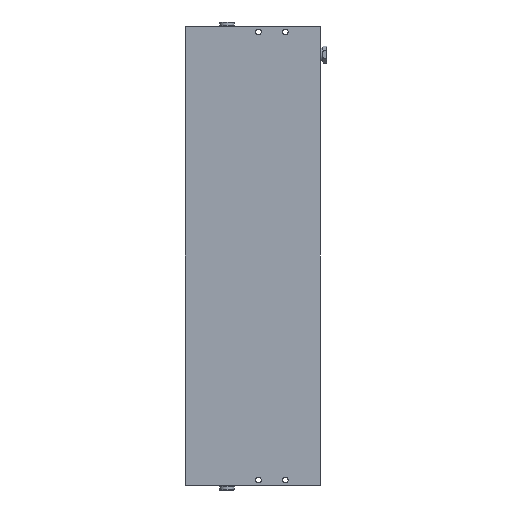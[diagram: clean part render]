
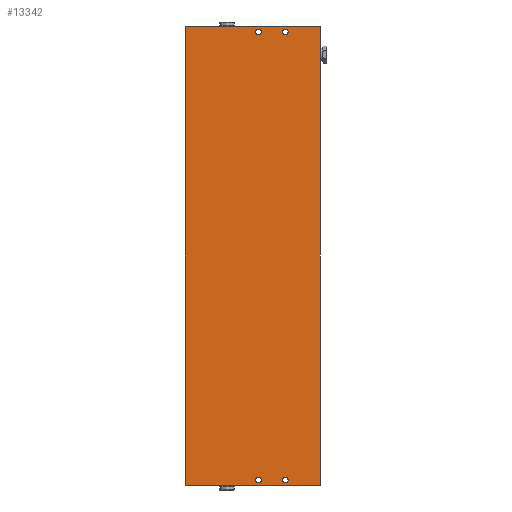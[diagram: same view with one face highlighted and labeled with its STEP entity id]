
A CAD part, front view. The second image highlights one B-rep face of the part: STEP entity #13342.
In plain terms, the highlighted planar face has unit normal (0, -1, 0).
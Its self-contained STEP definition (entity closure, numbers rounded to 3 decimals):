
#876=LINE('',#21548,#1526);
#941=LINE('',#21883,#1591);
#942=LINE('',#21893,#1592);
#943=LINE('',#21895,#1593);
#1526=VECTOR('',#16963,1000.);
#1591=VECTOR('',#17238,1000.);
#1592=VECTOR('',#17249,1000.);
#1593=VECTOR('',#17250,1000.);
#2626=ORIENTED_EDGE('',*,*,#5883,.T.);
#2627=ORIENTED_EDGE('',*,*,#5884,.T.);
#2628=ORIENTED_EDGE('',*,*,#5885,.T.);
#2629=ORIENTED_EDGE('',*,*,#5886,.T.);
#2630=ORIENTED_EDGE('',*,*,#5887,.T.);
#2631=ORIENTED_EDGE('',*,*,#5888,.F.);
#2632=ORIENTED_EDGE('',*,*,#5716,.F.);
#2633=ORIENTED_EDGE('',*,*,#5882,.T.);
#5716=EDGE_CURVE('',#7345,#7346,#876,.T.);
#5882=EDGE_CURVE('',#7345,#7510,#941,.T.);
#5883=EDGE_CURVE('',#7511,#7511,#8685,.T.);
#5884=EDGE_CURVE('',#7512,#7512,#8686,.T.);
#5885=EDGE_CURVE('',#7513,#7513,#8687,.T.);
#5886=EDGE_CURVE('',#7514,#7514,#8688,.T.);
#5887=EDGE_CURVE('',#7510,#7515,#942,.T.);
#5888=EDGE_CURVE('',#7346,#7515,#943,.T.);
#7345=VERTEX_POINT('',#21547);
#7346=VERTEX_POINT('',#21549);
#7510=VERTEX_POINT('',#21882);
#7511=VERTEX_POINT('',#21886);
#7512=VERTEX_POINT('',#21888);
#7513=VERTEX_POINT('',#21890);
#7514=VERTEX_POINT('',#21892);
#7515=VERTEX_POINT('',#21894);
#8685=CIRCLE('',#14747,2.75);
#8686=CIRCLE('',#14748,2.75);
#8687=CIRCLE('',#14749,2.75);
#8688=CIRCLE('',#14750,2.75);
#9537=EDGE_LOOP('',(#2626));
#9538=EDGE_LOOP('',(#2627));
#9539=EDGE_LOOP('',(#2628));
#9540=EDGE_LOOP('',(#2629));
#9541=EDGE_LOOP('',(#2630,#2631,#2632,#2633));
#11373=FACE_BOUND('',#9537,.T.);
#11374=FACE_BOUND('',#9538,.T.);
#11375=FACE_BOUND('',#9539,.T.);
#11376=FACE_BOUND('',#9540,.T.);
#11377=FACE_BOUND('',#9541,.T.);
#12938=PLANE('',#14746);
#13342=ADVANCED_FACE('',(#11373,#11374,#11375,#11376,#11377),#12938,.F.);
#14746=AXIS2_PLACEMENT_3D('',#21884,#17239,#17240);
#14747=AXIS2_PLACEMENT_3D('',#21885,#17241,#17242);
#14748=AXIS2_PLACEMENT_3D('',#21887,#17243,#17244);
#14749=AXIS2_PLACEMENT_3D('',#21889,#17245,#17246);
#14750=AXIS2_PLACEMENT_3D('',#21891,#17247,#17248);
#16963=DIRECTION('',(1.,0.,0.));
#17238=DIRECTION('',(0.,0.,-1.));
#17239=DIRECTION('',(0.,1.,0.));
#17240=DIRECTION('',(0.,0.,1.));
#17241=DIRECTION('',(0.,1.,0.));
#17242=DIRECTION('',(0.,0.,1.));
#17243=DIRECTION('',(0.,1.,0.));
#17244=DIRECTION('',(0.,0.,1.));
#17245=DIRECTION('',(0.,1.,0.));
#17246=DIRECTION('',(0.,0.,1.));
#17247=DIRECTION('',(0.,1.,0.));
#17248=DIRECTION('',(0.,0.,1.));
#17249=DIRECTION('',(1.,0.,0.));
#17250=DIRECTION('',(0.,0.,-1.));
#21547=CARTESIAN_POINT('',(0.,-42.5,443.5));
#21548=CARTESIAN_POINT('',(0.,-42.5,443.5));
#21549=CARTESIAN_POINT('',(131.,-42.5,443.5));
#21882=CARTESIAN_POINT('',(0.,-42.5,0.));
#21883=CARTESIAN_POINT('',(0.,-42.5,443.5));
#21884=CARTESIAN_POINT('',(0.,-42.5,443.5));
#21885=CARTESIAN_POINT('',(60.,-42.5,5.));
#21886=CARTESIAN_POINT('',(60.,-42.5,7.75));
#21887=CARTESIAN_POINT('',(34.,-42.5,438.5));
#21888=CARTESIAN_POINT('',(34.,-42.5,441.25));
#21889=CARTESIAN_POINT('',(60.,-42.5,438.5));
#21890=CARTESIAN_POINT('',(60.,-42.5,441.25));
#21891=CARTESIAN_POINT('',(34.,-42.5,5.));
#21892=CARTESIAN_POINT('',(34.,-42.5,7.75));
#21893=CARTESIAN_POINT('',(0.,-42.5,0.));
#21894=CARTESIAN_POINT('',(131.,-42.5,0.));
#21895=CARTESIAN_POINT('',(131.,-42.5,443.5));
